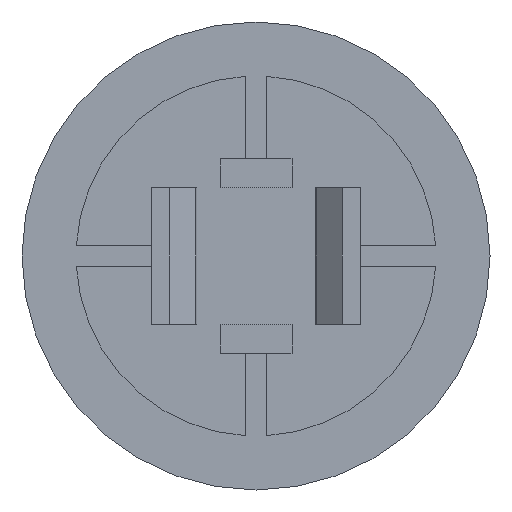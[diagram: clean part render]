
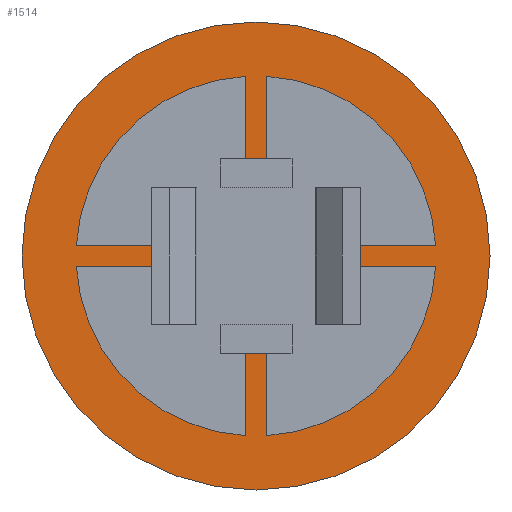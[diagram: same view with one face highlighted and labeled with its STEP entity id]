
A CAD part, front view. The second image highlights one B-rep face of the part: STEP entity #1514.
In plain terms, the highlighted planar face has unit normal (0, -1, 0).
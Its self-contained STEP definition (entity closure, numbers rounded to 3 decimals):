
#15 = ORIENTED_EDGE ( 'NONE', *, *, #818, .F. ) ;
#16 = CARTESIAN_POINT ( 'NONE',  ( -2.9, 0., 0.3 ) ) ;
#33 = CIRCLE ( 'NONE', #186, 6.5 ) ;
#54 = VECTOR ( 'NONE', #143, 1000. ) ;
#61 = ORIENTED_EDGE ( 'NONE', *, *, #877, .F. ) ;
#69 = CARTESIAN_POINT ( 'NONE',  ( 0., 0., 0. ) ) ;
#75 = CIRCLE ( 'NONE', #1021, 5. ) ;
#86 = LINE ( 'NONE', #1591, #1604 ) ;
#87 = EDGE_CURVE ( 'NONE', #1185, #1620, #820, .T. ) ;
#89 = DIRECTION ( 'NONE',  ( 0., 0., -1. ) ) ;
#103 = DIRECTION ( 'NONE',  ( 1., 0., 0. ) ) ;
#120 = DIRECTION ( 'NONE',  ( 1., 0., 0. ) ) ;
#133 = VECTOR ( 'NONE', #103, 1000. ) ;
#143 = DIRECTION ( 'NONE',  ( 0., 0., 1. ) ) ;
#147 = VERTEX_POINT ( 'NONE', #934 ) ;
#163 = VECTOR ( 'NONE', #490, 1000. ) ;
#171 = EDGE_LOOP ( 'NONE', ( #1471, #852, #1033, #1597, #1394, #585, #467, #718, #198, #963, #645, #206, #404, #816, #61, #15 ) ) ;
#178 = LINE ( 'NONE', #682, #530 ) ;
#186 = AXIS2_PLACEMENT_3D ( 'NONE', #1469, #1113, #824 ) ;
#196 = DIRECTION ( 'NONE',  ( 0., 0., 1. ) ) ;
#198 = ORIENTED_EDGE ( 'NONE', *, *, #87, .F. ) ;
#206 = ORIENTED_EDGE ( 'NONE', *, *, #853, .F. ) ;
#209 = CARTESIAN_POINT ( 'NONE',  ( -0.3, 0., -4.991 ) ) ;
#219 = CARTESIAN_POINT ( 'NONE',  ( 0., 0., 0. ) ) ;
#226 = EDGE_CURVE ( 'NONE', #954, #1422, #1488, .T. ) ;
#243 = VERTEX_POINT ( 'NONE', #860 ) ;
#248 = EDGE_CURVE ( 'NONE', #633, #1567, #592, .T. ) ;
#272 = VERTEX_POINT ( 'NONE', #474 ) ;
#287 = CIRCLE ( 'NONE', #1333, 5. ) ;
#290 = EDGE_CURVE ( 'NONE', #1510, #147, #311, .T. ) ;
#311 = LINE ( 'NONE', #319, #1449 ) ;
#319 = CARTESIAN_POINT ( 'NONE',  ( 0.3, 0., 2.7 ) ) ;
#358 = LINE ( 'NONE', #1037, #829 ) ;
#368 = CARTESIAN_POINT ( 'NONE',  ( 0., 0., 0. ) ) ;
#375 = EDGE_LOOP ( 'NONE', ( #520, #464 ) ) ;
#386 = CARTESIAN_POINT ( 'NONE',  ( -0.3, 0., 4.991 ) ) ;
#392 = VECTOR ( 'NONE', #1606, 1000. ) ;
#393 = DIRECTION ( 'NONE',  ( 0., 0., -1. ) ) ;
#404 = ORIENTED_EDGE ( 'NONE', *, *, #1188, .F. ) ;
#410 = EDGE_CURVE ( 'NONE', #1567, #1185, #579, .T. ) ;
#453 = DIRECTION ( 'NONE',  ( 0., 0., 1. ) ) ;
#464 = ORIENTED_EDGE ( 'NONE', *, *, #1337, .F. ) ;
#467 = ORIENTED_EDGE ( 'NONE', *, *, #290, .F. ) ;
#474 = CARTESIAN_POINT ( 'NONE',  ( 4.991, 0., -0.3 ) ) ;
#484 = CARTESIAN_POINT ( 'NONE',  ( -4.991, 0., -0.3 ) ) ;
#490 = DIRECTION ( 'NONE',  ( 0., 0., -1. ) ) ;
#520 = ORIENTED_EDGE ( 'NONE', *, *, #600, .F. ) ;
#530 = VECTOR ( 'NONE', #812, 1000. ) ;
#531 = CARTESIAN_POINT ( 'NONE',  ( 0., 0., 0. ) ) ;
#554 = DIRECTION ( 'NONE',  ( 0., 0., -1. ) ) ;
#570 = VECTOR ( 'NONE', #89, 1000. ) ;
#573 = AXIS2_PLACEMENT_3D ( 'NONE', #631, #1148, #724 ) ;
#577 = VERTEX_POINT ( 'NONE', #1112 ) ;
#578 = EDGE_CURVE ( 'NONE', #1422, #1327, #613, .T. ) ;
#579 = LINE ( 'NONE', #1221, #133 ) ;
#585 = ORIENTED_EDGE ( 'NONE', *, *, #810, .F. ) ;
#592 = LINE ( 'NONE', #1452, #1202 ) ;
#600 = EDGE_CURVE ( 'NONE', #1342, #1348, #681, .T. ) ;
#613 = LINE ( 'NONE', #484, #392 ) ;
#614 = FACE_BOUND ( 'NONE', #171, .T. ) ;
#618 = CARTESIAN_POINT ( 'NONE',  ( -0.3, 0., -2.7 ) ) ;
#631 = CARTESIAN_POINT ( 'NONE',  ( 0., 0., 0. ) ) ;
#633 = VERTEX_POINT ( 'NONE', #1476 ) ;
#645 = ORIENTED_EDGE ( 'NONE', *, *, #248, .F. ) ;
#647 = DIRECTION ( 'NONE',  ( 0., -1., 0. ) ) ;
#660 = VERTEX_POINT ( 'NONE', #1370 ) ;
#681 = CIRCLE ( 'NONE', #573, 6.5 ) ;
#682 = CARTESIAN_POINT ( 'NONE',  ( 0.3, 0., -2.7 ) ) ;
#705 = DIRECTION ( 'NONE',  ( 0., 0., -1. ) ) ;
#718 = ORIENTED_EDGE ( 'NONE', *, *, #967, .F. ) ;
#723 = EDGE_CURVE ( 'NONE', #660, #577, #75, .T. ) ;
#724 = DIRECTION ( 'NONE',  ( 0., 0., 1. ) ) ;
#810 = EDGE_CURVE ( 'NONE', #147, #660, #1311, .T. ) ;
#812 = DIRECTION ( 'NONE',  ( 1., 0., 0. ) ) ;
#816 = ORIENTED_EDGE ( 'NONE', *, *, #956, .F. ) ;
#818 = EDGE_CURVE ( 'NONE', #1489, #1153, #1405, .T. ) ;
#820 = CIRCLE ( 'NONE', #1600, 5. ) ;
#824 = DIRECTION ( 'NONE',  ( 0., 0., 1. ) ) ;
#829 = VECTOR ( 'NONE', #120, 1000. ) ;
#833 = CARTESIAN_POINT ( 'NONE',  ( -4.991, 0., -0.3 ) ) ;
#852 = ORIENTED_EDGE ( 'NONE', *, *, #578, .F. ) ;
#853 = EDGE_CURVE ( 'NONE', #272, #633, #86, .T. ) ;
#860 = CARTESIAN_POINT ( 'NONE',  ( 0.3, 0., -2.7 ) ) ;
#868 = DIRECTION ( 'NONE',  ( 0., 0., -1. ) ) ;
#877 = EDGE_CURVE ( 'NONE', #1153, #243, #178, .T. ) ;
#882 = DIRECTION ( 'NONE',  ( 0., 0., 1. ) ) ;
#899 = FACE_OUTER_BOUND ( 'NONE', #375, .T. ) ;
#934 = CARTESIAN_POINT ( 'NONE',  ( -0.3, 0., 2.7 ) ) ;
#952 = DIRECTION ( 'NONE',  ( 0., -1., 0. ) ) ;
#954 = VERTEX_POINT ( 'NONE', #16 ) ;
#956 = EDGE_CURVE ( 'NONE', #243, #1096, #1042, .T. ) ;
#963 = ORIENTED_EDGE ( 'NONE', *, *, #410, .F. ) ;
#967 = EDGE_CURVE ( 'NONE', #1620, #1510, #1139, .T. ) ;
#989 = VECTOR ( 'NONE', #453, 1000. ) ;
#1011 = DIRECTION ( 'NONE',  ( 0., 1., 0. ) ) ;
#1021 = AXIS2_PLACEMENT_3D ( 'NONE', #531, #647, #393 ) ;
#1033 = ORIENTED_EDGE ( 'NONE', *, *, #226, .F. ) ;
#1037 = CARTESIAN_POINT ( 'NONE',  ( -4.991, 0., 0.3 ) ) ;
#1042 = LINE ( 'NONE', #1170, #1577 ) ;
#1054 = AXIS2_PLACEMENT_3D ( 'NONE', #1315, #1545, #554 ) ;
#1096 = VERTEX_POINT ( 'NONE', #1275 ) ;
#1112 = CARTESIAN_POINT ( 'NONE',  ( -4.991, 0., 0.3 ) ) ;
#1113 = DIRECTION ( 'NONE',  ( 0., 1., 0. ) ) ;
#1139 = LINE ( 'NONE', #1625, #163 ) ;
#1142 = CARTESIAN_POINT ( 'NONE',  ( -2.9, 0., -0.3 ) ) ;
#1148 = DIRECTION ( 'NONE',  ( 0., 1., 0. ) ) ;
#1153 = VERTEX_POINT ( 'NONE', #618 ) ;
#1170 = CARTESIAN_POINT ( 'NONE',  ( 0.3, 0., -4.991 ) ) ;
#1185 = VERTEX_POINT ( 'NONE', #1630 ) ;
#1188 = EDGE_CURVE ( 'NONE', #1096, #272, #1615, .T. ) ;
#1202 = VECTOR ( 'NONE', #196, 1000. ) ;
#1217 = CARTESIAN_POINT ( 'NONE',  ( 0., 0., -6.5 ) ) ;
#1221 = CARTESIAN_POINT ( 'NONE',  ( 4.991, 0., 0.3 ) ) ;
#1275 = CARTESIAN_POINT ( 'NONE',  ( 0.3, 0., -4.991 ) ) ;
#1287 = EDGE_CURVE ( 'NONE', #1327, #1489, #287, .T. ) ;
#1291 = CARTESIAN_POINT ( 'NONE',  ( 0.3, 0., 4.991 ) ) ;
#1298 = CARTESIAN_POINT ( 'NONE',  ( 2.9, 0., 0.3 ) ) ;
#1311 = LINE ( 'NONE', #386, #54 ) ;
#1315 = CARTESIAN_POINT ( 'NONE',  ( 0., 0., 0. ) ) ;
#1327 = VERTEX_POINT ( 'NONE', #833 ) ;
#1333 = AXIS2_PLACEMENT_3D ( 'NONE', #69, #952, #705 ) ;
#1337 = EDGE_CURVE ( 'NONE', #1348, #1342, #33, .T. ) ;
#1342 = VERTEX_POINT ( 'NONE', #1217 ) ;
#1344 = DIRECTION ( 'NONE',  ( -1., 0., 0. ) ) ;
#1348 = VERTEX_POINT ( 'NONE', #1572 ) ;
#1370 = CARTESIAN_POINT ( 'NONE',  ( -0.3, 0., 4.991 ) ) ;
#1376 = DIRECTION ( 'NONE',  ( 0., 0., -1. ) ) ;
#1392 = CARTESIAN_POINT ( 'NONE',  ( -0.3, 0., -4.991 ) ) ;
#1394 = ORIENTED_EDGE ( 'NONE', *, *, #723, .F. ) ;
#1397 = DIRECTION ( 'NONE',  ( 0., -1., 0. ) ) ;
#1399 = PLANE ( 'NONE',  #1543 ) ;
#1405 = LINE ( 'NONE', #209, #989 ) ;
#1418 = EDGE_CURVE ( 'NONE', #577, #954, #358, .T. ) ;
#1422 = VERTEX_POINT ( 'NONE', #1142 ) ;
#1449 = VECTOR ( 'NONE', #1344, 1000. ) ;
#1452 = CARTESIAN_POINT ( 'NONE',  ( 2.9, 0., 0.3 ) ) ;
#1469 = CARTESIAN_POINT ( 'NONE',  ( 0., 0., 0. ) ) ;
#1471 = ORIENTED_EDGE ( 'NONE', *, *, #1287, .F. ) ;
#1473 = DIRECTION ( 'NONE',  ( -1., 0., 0. ) ) ;
#1476 = CARTESIAN_POINT ( 'NONE',  ( 2.9, 0., -0.3 ) ) ;
#1488 = LINE ( 'NONE', #1578, #570 ) ;
#1489 = VERTEX_POINT ( 'NONE', #1392 ) ;
#1510 = VERTEX_POINT ( 'NONE', #1619 ) ;
#1514 = ADVANCED_FACE ( 'NONE', ( #614, #899 ), #1399, .F. ) ;
#1543 = AXIS2_PLACEMENT_3D ( 'NONE', #219, #1011, #882 ) ;
#1545 = DIRECTION ( 'NONE',  ( 0., -1., 0. ) ) ;
#1567 = VERTEX_POINT ( 'NONE', #1298 ) ;
#1572 = CARTESIAN_POINT ( 'NONE',  ( 0., 0., 6.5 ) ) ;
#1577 = VECTOR ( 'NONE', #1376, 1000. ) ;
#1578 = CARTESIAN_POINT ( 'NONE',  ( -2.9, 0., 0.3 ) ) ;
#1591 = CARTESIAN_POINT ( 'NONE',  ( 4.991, 0., -0.3 ) ) ;
#1597 = ORIENTED_EDGE ( 'NONE', *, *, #1418, .F. ) ;
#1600 = AXIS2_PLACEMENT_3D ( 'NONE', #368, #1397, #868 ) ;
#1604 = VECTOR ( 'NONE', #1473, 1000. ) ;
#1606 = DIRECTION ( 'NONE',  ( -1., 0., 0. ) ) ;
#1615 = CIRCLE ( 'NONE', #1054, 5. ) ;
#1619 = CARTESIAN_POINT ( 'NONE',  ( 0.3, 0., 2.7 ) ) ;
#1620 = VERTEX_POINT ( 'NONE', #1291 ) ;
#1625 = CARTESIAN_POINT ( 'NONE',  ( 0.3, 0., 4.991 ) ) ;
#1630 = CARTESIAN_POINT ( 'NONE',  ( 4.991, 0., 0.3 ) ) ;
